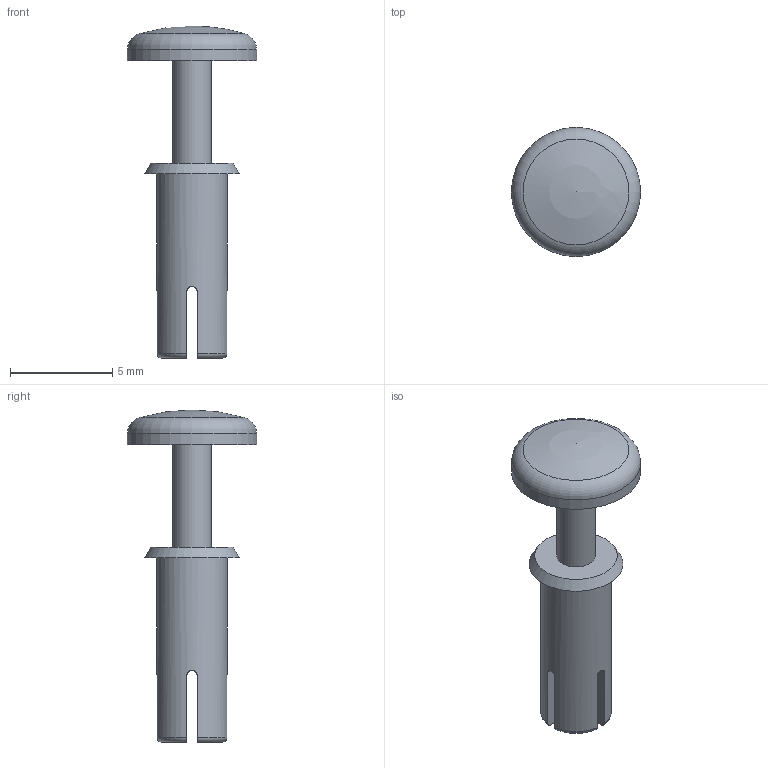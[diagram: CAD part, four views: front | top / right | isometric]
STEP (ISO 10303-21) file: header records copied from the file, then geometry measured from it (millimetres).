
FILE_DESCRIPTION(/* description */ ('Unknown'),/* implementation_level */ '2;1');
FILE_NAME(/* name */ '700973800UV',/* time_stamp */ '2018-09-14T10:24:58+02:00',/* author */ ('Unknown'),/* organization */ ('Unknown'),/* preprocessor_version */ 'ST-DEVELOPER v16.7',/* originating_system */ 'DEX',/* authorisation */ $);
FILE_SCHEMA (('AUTOMOTIVE_DESIGN {1 0 10303 214 3 1 1}'));
Length unit declared in the file: millimetre
Products named in the file (3): 700973800UV; 700973800UV_body; 700973800UV_pin
Assembly tree (2 placements, depth 2):
  700973800UV
    700973800UV_body
    700973800UV_pin
Bounding box: 6.3 x 6.3 x 16.2 mm (x, y, z)
Volume: 122.7 mm3; surface area: 338.5 mm2
Topology: 2 solids, 2 shells, 37 faces, 92 edges, 59 vertices
Faces by surface type: plane 16, torus 10, cylinder 8, cone 2, sphere 1
Full cylindrical faces by diameter (mm): 1.89 x1, 1.9 x1, 3.45 x1, 6.3 x1
Entity records: 1135 total; most frequent: CARTESIAN_POINT 271, ORIENTED_EDGE 158, DIRECTION 154, EDGE_CURVE 79, AXIS2_PLACEMENT_3D 63, VERTEX_POINT 56, FACE_BOUND 49, EDGE_LOOP 48
